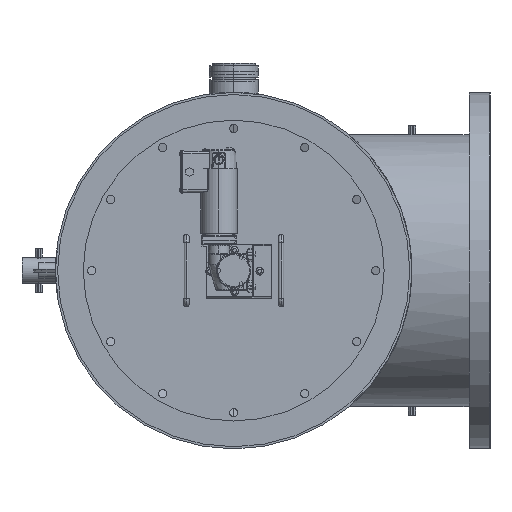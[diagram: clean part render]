
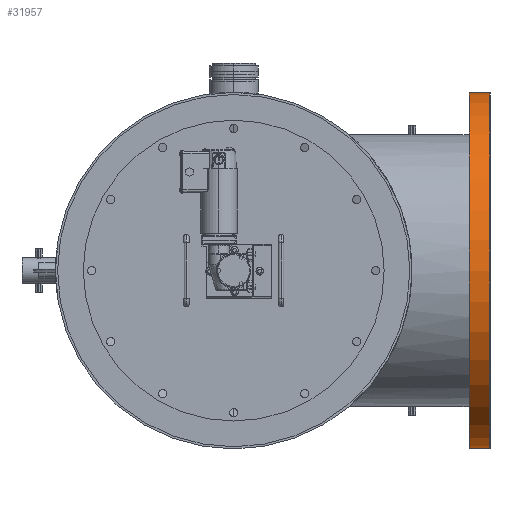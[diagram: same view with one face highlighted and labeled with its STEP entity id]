
A CAD part, left-side view. The second image highlights one B-rep face of the part: STEP entity #31957.
In plain terms, the highlighted cylindrical face has radius 406.4 mm (diameter 812.8 mm), a partial arc.
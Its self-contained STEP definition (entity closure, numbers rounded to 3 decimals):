
#782 = EDGE_CURVE ( 'NONE', #23362, #18607, #17571, .T. ) ;
#2276 = EDGE_LOOP ( 'NONE', ( #19787, #35047, #31297, #25611 ) ) ;
#2299 = CARTESIAN_POINT ( 'NONE',  ( 524.764, -536.448, 406.4 ) ) ;
#3272 = CYLINDRICAL_SURFACE ( 'NONE', #26464, 406.4 ) ;
#4647 = AXIS2_PLACEMENT_3D ( 'NONE', #5848, #33030, #8645 ) ;
#5848 = CARTESIAN_POINT ( 'NONE',  ( 524.764, -584.2, 0. ) ) ;
#8645 = DIRECTION ( 'NONE',  ( 0., 0., -1. ) ) ;
#8797 = VERTEX_POINT ( 'NONE', #12880 ) ;
#10116 = CARTESIAN_POINT ( 'NONE',  ( 524.764, -536.448, -406.4 ) ) ;
#10246 = DIRECTION ( 'NONE',  ( 0., 0., -1. ) ) ;
#10257 = VECTOR ( 'NONE', #38974, 1000. ) ;
#10743 = CARTESIAN_POINT ( 'NONE',  ( 524.764, -536.448, 0. ) ) ;
#12702 = EDGE_CURVE ( 'NONE', #8797, #23362, #14866, .T. ) ;
#12880 = CARTESIAN_POINT ( 'NONE',  ( 524.764, -536.448, 406.4 ) ) ;
#13849 = EDGE_CURVE ( 'NONE', #33438, #18607, #26175, .T. ) ;
#14107 = LINE ( 'NONE', #2299, #10257 ) ;
#14866 = CIRCLE ( 'NONE', #38043, 406.4 ) ;
#17571 = LINE ( 'NONE', #20022, #33743 ) ;
#18607 = VERTEX_POINT ( 'NONE', #36333 ) ;
#19787 = ORIENTED_EDGE ( 'NONE', *, *, #34055, .F. ) ;
#20022 = CARTESIAN_POINT ( 'NONE',  ( 524.764, -536.448, -406.4 ) ) ;
#22790 = FACE_OUTER_BOUND ( 'NONE', #2276, .T. ) ;
#23362 = VERTEX_POINT ( 'NONE', #10116 ) ;
#25608 = DIRECTION ( 'NONE',  ( 0., -1., 0. ) ) ;
#25611 = ORIENTED_EDGE ( 'NONE', *, *, #13849, .F. ) ;
#26175 = CIRCLE ( 'NONE', #4647, 406.4 ) ;
#26464 = AXIS2_PLACEMENT_3D ( 'NONE', #28236, #37313, #10246 ) ;
#28236 = CARTESIAN_POINT ( 'NONE',  ( 524.764, -536.448, 0. ) ) ;
#28321 = CARTESIAN_POINT ( 'NONE',  ( 524.764, -584.2, 406.4 ) ) ;
#31297 = ORIENTED_EDGE ( 'NONE', *, *, #782, .T. ) ;
#31957 = ADVANCED_FACE ( 'NONE', ( #22790 ), #3272, .T. ) ;
#32196 = DIRECTION ( 'NONE',  ( 0., -1., 0. ) ) ;
#33030 = DIRECTION ( 'NONE',  ( 0., -1., 0. ) ) ;
#33438 = VERTEX_POINT ( 'NONE', #28321 ) ;
#33743 = VECTOR ( 'NONE', #25608, 1000. ) ;
#34055 = EDGE_CURVE ( 'NONE', #8797, #33438, #14107, .T. ) ;
#35047 = ORIENTED_EDGE ( 'NONE', *, *, #12702, .T. ) ;
#35266 = DIRECTION ( 'NONE',  ( 0., 0., -1. ) ) ;
#36333 = CARTESIAN_POINT ( 'NONE',  ( 524.764, -584.2, -406.4 ) ) ;
#37313 = DIRECTION ( 'NONE',  ( 0., -1., 0. ) ) ;
#38043 = AXIS2_PLACEMENT_3D ( 'NONE', #10743, #32196, #35266 ) ;
#38974 = DIRECTION ( 'NONE',  ( 0., -1., 0. ) ) ;
